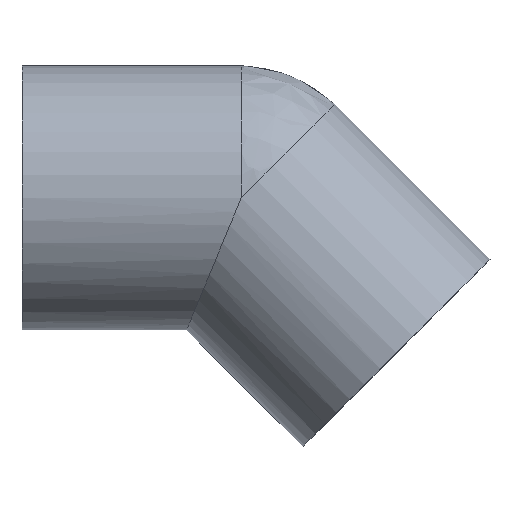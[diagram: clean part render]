
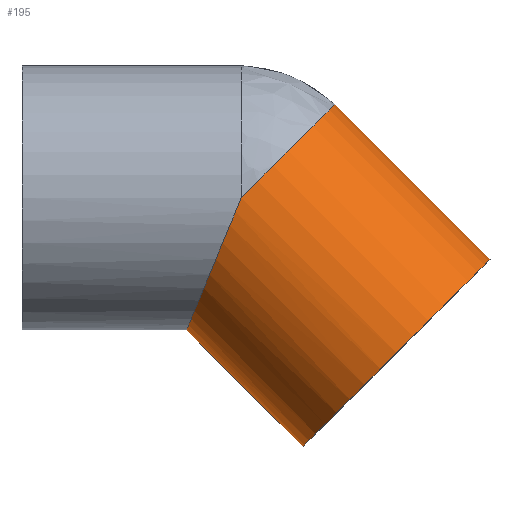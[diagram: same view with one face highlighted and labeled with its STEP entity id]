
A CAD part, top view. The second image highlights one B-rep face of the part: STEP entity #195.
In plain terms, the highlighted cylindrical face has radius 100 mm (diameter 200 mm), a partial arc.
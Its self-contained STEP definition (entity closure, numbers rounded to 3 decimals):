
#95 = VERTEX_POINT( '', #229 );
#113 = VERTEX_POINT( '', #251 );
#121 = EDGE_CURVE( '', #159, #95, #259, .T. );
#127 = EDGE_CURVE( '', #159, #113, #265, .T. );
#139 = VERTEX_POINT( '', #277 );
#153 = EDGE_CURVE( '', #139, #169, #294, .T. );
#159 = VERTEX_POINT( '', #300 );
#169 = VERTEX_POINT( '', #314 );
#187 = EDGE_CURVE( '', #113, #169, #334, .T. );
#195 = ADVANCED_FACE( '', ( #342 ), #343, .T. );
#199 = EDGE_CURVE( '', #95, #139, #347, .T. );
#229 = CARTESIAN_POINT( '', ( 212.669, -188.09, 0. ) );
#251 = CARTESIAN_POINT( '', ( 166., 0., 100. ) );
#259 = LINE( '', #405, #406 );
#265 = ELLIPSE( '', #415, 108.239, 100. );
#277 = CARTESIAN_POINT( '', ( 354.09, -46.669, 0. ) );
#294 = LINE( '', #450, #451 );
#300 = CARTESIAN_POINT( '', ( 124.579, -100., 0. ) );
#314 = CARTESIAN_POINT( '', ( 236.711, 70.711, 0. ) );
#334 = CIRCLE( '', #502, 100. );
#342 = FACE_OUTER_BOUND( '', #512, .T. );
#343 = CYLINDRICAL_SURFACE( '', #513, 100. );
#347 = CIRCLE( '', #520, 100. );
#405 = CARTESIAN_POINT( '', ( 153.979, -129.401, 0. ) );
#406 = VECTOR( '', #558, 1. );
#415 = AXIS2_PLACEMENT_3D( '', #565, #566, #567 );
#450 = CARTESIAN_POINT( '', ( 295.401, 12.021, 0. ) );
#451 = VECTOR( '', #608, 1. );
#502 = AXIS2_PLACEMENT_3D( '', #673, #674, #675 );
#512 = EDGE_LOOP( '', ( #683, #684, #685, #686, #687 ) );
#513 = AXIS2_PLACEMENT_3D( '', #688, #689, #690 );
#520 = AXIS2_PLACEMENT_3D( '', #692, #693, #694 );
#558 = DIRECTION( '', ( 0.707, -0.707, 0. ) );
#565 = CARTESIAN_POINT( '', ( 166., 0., 0. ) );
#566 = DIRECTION( '', ( -0.924, 0.383, 0. ) );
#567 = DIRECTION( '', ( 0.383, 0.924, 0. ) );
#608 = DIRECTION( '', ( -0.707, 0.707, 0. ) );
#673 = CARTESIAN_POINT( '', ( 166., 0., 0. ) );
#674 = DIRECTION( '', ( -0.707, 0.707, 0. ) );
#675 = DIRECTION( '', ( 0.707, 0.707, 0. ) );
#683 = ORIENTED_EDGE( '', *, *, #153, .T. );
#684 = ORIENTED_EDGE( '', *, *, #187, .F. );
#685 = ORIENTED_EDGE( '', *, *, #127, .F. );
#686 = ORIENTED_EDGE( '', *, *, #121, .T. );
#687 = ORIENTED_EDGE( '', *, *, #199, .T. );
#688 = CARTESIAN_POINT( '', ( 224.69, -58.69, 0. ) );
#689 = DIRECTION( '', ( 0.707, -0.707, 0. ) );
#690 = DIRECTION( '', ( 0.707, 0.707, 0. ) );
#692 = CARTESIAN_POINT( '', ( 283.38, -117.38, 0. ) );
#693 = DIRECTION( '', ( -0.707, 0.707, 0. ) );
#694 = DIRECTION( '', ( 0.707, 0.707, 0. ) );
